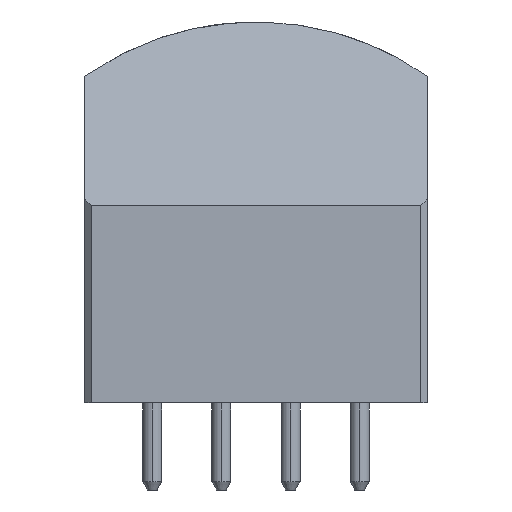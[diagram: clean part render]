
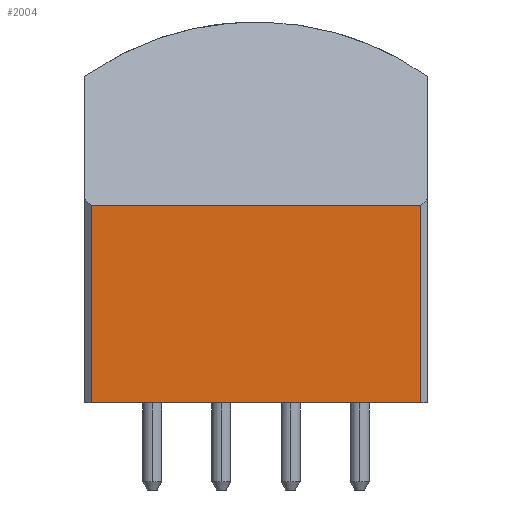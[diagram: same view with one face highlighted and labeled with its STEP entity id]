
A CAD part, left-side view. The second image highlights one B-rep face of the part: STEP entity #2004.
In plain terms, the highlighted planar face has unit normal (-1, 0, 0).
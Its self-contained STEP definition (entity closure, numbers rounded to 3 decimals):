
#1924=CARTESIAN_POINT('',(-6.59,-6.05,7.25));
#1925=VERTEX_POINT('',#1924);
#1957=CARTESIAN_POINT('',(-6.59,6.05,7.25));
#1958=VERTEX_POINT('',#1957);
#1965=CARTESIAN_POINT('',(-6.59,-6.05,7.25));
#1966=DIRECTION('',(0.0,1.0,0.0));
#1967=VECTOR('',#1966,12.1);
#1968=LINE('',#1965,#1967);
#1969=EDGE_CURVE('',#1925,#1958,#1968,.T.);
#1974=CARTESIAN_POINT('',(-6.59,-6.655,-0.363));
#1975=DIRECTION('',(1.0,0.0,0.0));
#1976=DIRECTION('',(0.0,1.0,0.0));
#1977=AXIS2_PLACEMENT_3D('',#1974,#1975,#1976);
#1978=PLANE('',#1977);
#1979=ORIENTED_EDGE('',*,*,#1969,.T.);
#1980=CARTESIAN_POINT('',(-6.59,6.05,0.0));
#1981=VERTEX_POINT('',#1980);
#1982=CARTESIAN_POINT('',(-6.59,6.05,0.0));
#1983=DIRECTION('',(0.0,0.0,1.0));
#1984=VECTOR('',#1983,7.25);
#1985=LINE('',#1982,#1984);
#1986=EDGE_CURVE('',#1981,#1958,#1985,.T.);
#1987=ORIENTED_EDGE('',*,*,#1986,.F.);
#1988=CARTESIAN_POINT('',(-6.59,-6.05,0.0));
#1989=VERTEX_POINT('',#1988);
#1990=CARTESIAN_POINT('',(-6.59,6.05,0.0));
#1991=DIRECTION('',(0.0,-1.0,0.0));
#1992=VECTOR('',#1991,12.1);
#1993=LINE('',#1990,#1992);
#1994=EDGE_CURVE('',#1981,#1989,#1993,.T.);
#1995=ORIENTED_EDGE('',*,*,#1994,.T.);
#1996=CARTESIAN_POINT('',(-6.59,-6.05,7.25));
#1997=DIRECTION('',(0.0,0.0,-1.0));
#1998=VECTOR('',#1997,7.25);
#1999=LINE('',#1996,#1998);
#2000=EDGE_CURVE('',#1925,#1989,#1999,.T.);
#2001=ORIENTED_EDGE('',*,*,#2000,.F.);
#2002=EDGE_LOOP('',(#1979,#1987,#1995,#2001));
#2003=FACE_OUTER_BOUND('',#2002,.T.);
#2004=ADVANCED_FACE('',(#2003),#1978,.F.);
